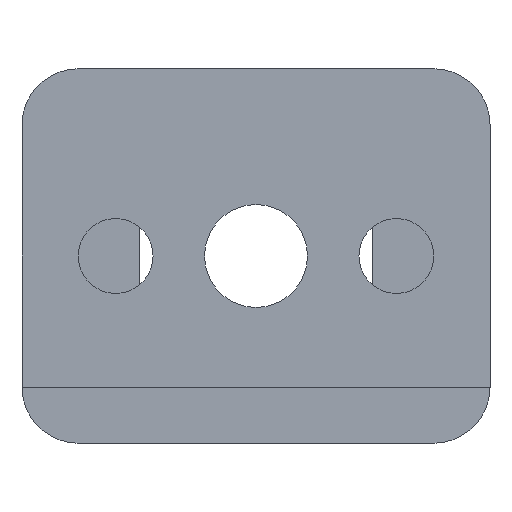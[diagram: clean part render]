
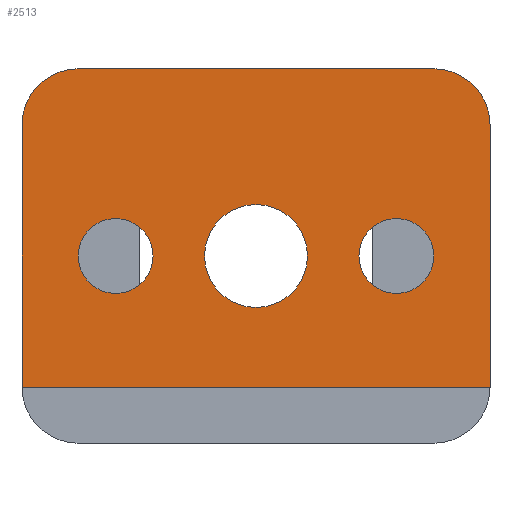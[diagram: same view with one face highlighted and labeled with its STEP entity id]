
A CAD part, left-side view. The second image highlights one B-rep face of the part: STEP entity #2513.
In plain terms, the highlighted planar face has unit normal (-1, 0, 0).
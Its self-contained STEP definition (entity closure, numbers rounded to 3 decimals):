
#18 = FACE_BOUND ( 'NONE', #1012, .T. ) ;
#43 = AXIS2_PLACEMENT_3D ( 'NONE', #1973, #1959, #2552 ) ;
#70 = DIRECTION ( 'NONE',  ( 0., 0., 1. ) ) ;
#79 = DIRECTION ( 'NONE',  ( -1., 0., 0. ) ) ;
#82 = CARTESIAN_POINT ( 'NONE',  ( 0., 7.5, -4.5 ) ) ;
#89 = CARTESIAN_POINT ( 'NONE',  ( 0., -12.5, -11.5 ) ) ;
#116 = CARTESIAN_POINT ( 'NONE',  ( 0., -12.5, -11.5 ) ) ;
#121 = DIRECTION ( 'NONE',  ( 0., 1., 0. ) ) ;
#124 = CARTESIAN_POINT ( 'NONE',  ( 0., 7.5, -2.5 ) ) ;
#174 = FACE_BOUND ( 'NONE', #1005, .T. ) ;
#176 = DIRECTION ( 'NONE',  ( 0., 0., 1. ) ) ;
#185 = DIRECTION ( 'NONE',  ( 0., 0., 1. ) ) ;
#187 = DIRECTION ( 'NONE',  ( -1., 0., 0. ) ) ;
#192 = CARTESIAN_POINT ( 'NONE',  ( 0., -7.5, -4.5 ) ) ;
#219 = CARTESIAN_POINT ( 'NONE',  ( 0., 0., -7.25 ) ) ;
#279 = CARTESIAN_POINT ( 'NONE',  ( 0., 12.5, 5.5 ) ) ;
#297 = DIRECTION ( 'NONE',  ( 0., 0., 1. ) ) ;
#299 = CARTESIAN_POINT ( 'NONE',  ( 0., -12.5, 5.5 ) ) ;
#357 = CARTESIAN_POINT ( 'NONE',  ( 0., -9.5, 2.5 ) ) ;
#369 = DIRECTION ( 'NONE',  ( 0., 1., 0. ) ) ;
#400 = FACE_BOUND ( 'NONE', #1029, .T. ) ;
#446 = ORIENTED_EDGE ( 'NONE', *, *, #1537, .F. ) ;
#462 = FACE_OUTER_BOUND ( 'NONE', #1084, .T. ) ;
#483 = ORIENTED_EDGE ( 'NONE', *, *, #1444, .F. ) ;
#501 = ORIENTED_EDGE ( 'NONE', *, *, #1573, .F. ) ;
#530 = ORIENTED_EDGE ( 'NONE', *, *, #1481, .F. ) ;
#554 = ORIENTED_EDGE ( 'NONE', *, *, #1673, .F. ) ;
#670 = CARTESIAN_POINT ( 'NONE',  ( 0., 12.5, -11.5 ) ) ;
#733 = AXIS2_PLACEMENT_3D ( 'NONE', #2146, #2183, #2150 ) ;
#734 = AXIS2_PLACEMENT_3D ( 'NONE', #2380, #2361, #176 ) ;
#742 = AXIS2_PLACEMENT_3D ( 'NONE', #2798, #2789, #2736 ) ;
#751 = CARTESIAN_POINT ( 'NONE',  ( 0., 0., -1.75 ) ) ;
#767 = AXIS2_PLACEMENT_3D ( 'NONE', #357, #1854, #1868 ) ;
#768 = AXIS2_PLACEMENT_3D ( 'NONE', #1960, #1974, #369 ) ;
#769 = ORIENTED_EDGE ( 'NONE', *, *, #1419, .F. ) ;
#775 = ORIENTED_EDGE ( 'NONE', *, *, #1511, .F. ) ;
#777 = AXIS2_PLACEMENT_3D ( 'NONE', #2809, #2647, #2025 ) ;
#778 = ORIENTED_EDGE ( 'NONE', *, *, #1495, .F. ) ;
#785 = ORIENTED_EDGE ( 'NONE', *, *, #1474, .F. ) ;
#790 = AXIS2_PLACEMENT_3D ( 'NONE', #82, #79, #70 ) ;
#791 = ORIENTED_EDGE ( 'NONE', *, *, #1442, .F. ) ;
#794 = ORIENTED_EDGE ( 'NONE', *, *, #1405, .F. ) ;
#796 = AXIS2_PLACEMENT_3D ( 'NONE', #192, #187, #185 ) ;
#797 = VERTEX_POINT ( 'NONE', #751 ) ;
#804 = ORIENTED_EDGE ( 'NONE', *, *, #1484, .F. ) ;
#808 = VERTEX_POINT ( 'NONE', #670 ) ;
#912 = VERTEX_POINT ( 'NONE', #2642 ) ;
#947 = VERTEX_POINT ( 'NONE', #2598 ) ;
#960 = VERTEX_POINT ( 'NONE', #2553 ) ;
#963 = VERTEX_POINT ( 'NONE', #2537 ) ;
#1005 = EDGE_LOOP ( 'NONE', ( #483, #446 ) ) ;
#1012 = EDGE_LOOP ( 'NONE', ( #769, #554 ) ) ;
#1029 = EDGE_LOOP ( 'NONE', ( #530, #501 ) ) ;
#1084 = EDGE_LOOP ( 'NONE', ( #804, #794, #791, #785, #778, #775 ) ) ;
#1105 = CARTESIAN_POINT ( 'NONE',  ( 0., 7.5, -6.5 ) ) ;
#1249 = VERTEX_POINT ( 'NONE', #1105 ) ;
#1405 = EDGE_CURVE ( 'NONE', #808, #912, #2519, .T. ) ;
#1419 = EDGE_CURVE ( 'NONE', #963, #947, #2542, .T. ) ;
#1420 = VERTEX_POINT ( 'NONE', #219 ) ;
#1440 = VERTEX_POINT ( 'NONE', #124 ) ;
#1442 = EDGE_CURVE ( 'NONE', #1455, #808, #2575, .T. ) ;
#1444 = EDGE_CURVE ( 'NONE', #1440, #1249, #2577, .T. ) ;
#1455 = VERTEX_POINT ( 'NONE', #89 ) ;
#1474 = EDGE_CURVE ( 'NONE', #1634, #1455, #2586, .T. ) ;
#1481 = EDGE_CURVE ( 'NONE', #797, #1420, #2597, .T. ) ;
#1484 = EDGE_CURVE ( 'NONE', #912, #1624, #2599, .T. ) ;
#1495 = EDGE_CURVE ( 'NONE', #960, #1634, #2601, .T. ) ;
#1511 = EDGE_CURVE ( 'NONE', #1624, #960, #2626, .T. ) ;
#1537 = EDGE_CURVE ( 'NONE', #1249, #1440, #2650, .T. ) ;
#1573 = EDGE_CURVE ( 'NONE', #1420, #797, #2679, .T. ) ;
#1624 = VERTEX_POINT ( 'NONE', #2397 ) ;
#1634 = VERTEX_POINT ( 'NONE', #2279 ) ;
#1673 = EDGE_CURVE ( 'NONE', #947, #963, #2688, .T. ) ;
#1854 = DIRECTION ( 'NONE',  ( 1., 0., 0. ) ) ;
#1868 = DIRECTION ( 'NONE',  ( 0., -1., 0. ) ) ;
#1959 = DIRECTION ( 'NONE',  ( 1., 0., 0. ) ) ;
#1960 = CARTESIAN_POINT ( 'NONE',  ( 0., 9.5, 2.5 ) ) ;
#1973 = CARTESIAN_POINT ( 'NONE',  ( 0., -12.5, 5.5 ) ) ;
#1974 = DIRECTION ( 'NONE',  ( 1., 0., 0. ) ) ;
#2025 = DIRECTION ( 'NONE',  ( 0., 0., 1. ) ) ;
#2146 = CARTESIAN_POINT ( 'NONE',  ( 0., -7.5, -4.5 ) ) ;
#2150 = DIRECTION ( 'NONE',  ( 0., 0., 1. ) ) ;
#2183 = DIRECTION ( 'NONE',  ( -1., 0., 0. ) ) ;
#2279 = CARTESIAN_POINT ( 'NONE',  ( 0., -12.5, 2.5 ) ) ;
#2361 = DIRECTION ( 'NONE',  ( -1., 0., 0. ) ) ;
#2380 = CARTESIAN_POINT ( 'NONE',  ( 0., 0., -4.5 ) ) ;
#2397 = CARTESIAN_POINT ( 'NONE',  ( 0., 9.5, 5.5 ) ) ;
#2513 = ADVANCED_FACE ( 'NONE', ( #462, #18, #400, #174 ), #2666, .F. ) ;
#2519 = LINE ( 'NONE', #279, #2540 ) ;
#2537 = CARTESIAN_POINT ( 'NONE',  ( 0., -7.5, -2.5 ) ) ;
#2540 = VECTOR ( 'NONE', #297, 1000. ) ;
#2542 = CIRCLE ( 'NONE', #796, 2. ) ;
#2552 = DIRECTION ( 'NONE',  ( 0., 0., -1. ) ) ;
#2553 = CARTESIAN_POINT ( 'NONE',  ( 0., -9.5, 5.5 ) ) ;
#2574 = VECTOR ( 'NONE', #2784, 1000. ) ;
#2575 = LINE ( 'NONE', #116, #2576 ) ;
#2576 = VECTOR ( 'NONE', #121, 1000. ) ;
#2577 = CIRCLE ( 'NONE', #790, 2. ) ;
#2586 = LINE ( 'NONE', #299, #2574 ) ;
#2597 = CIRCLE ( 'NONE', #777, 2.75 ) ;
#2598 = CARTESIAN_POINT ( 'NONE',  ( 0., -7.5, -6.5 ) ) ;
#2599 = CIRCLE ( 'NONE', #768, 3. ) ;
#2601 = CIRCLE ( 'NONE', #767, 3. ) ;
#2626 = LINE ( 'NONE', #2754, #2629 ) ;
#2629 = VECTOR ( 'NONE', #2713, 1000. ) ;
#2642 = CARTESIAN_POINT ( 'NONE',  ( 0., 12.5, 2.5 ) ) ;
#2647 = DIRECTION ( 'NONE',  ( -1., 0., 0. ) ) ;
#2650 = CIRCLE ( 'NONE', #742, 2. ) ;
#2666 = PLANE ( 'NONE',  #43 ) ;
#2679 = CIRCLE ( 'NONE', #734, 2.75 ) ;
#2688 = CIRCLE ( 'NONE', #733, 2. ) ;
#2713 = DIRECTION ( 'NONE',  ( 0., -1., 0. ) ) ;
#2736 = DIRECTION ( 'NONE',  ( 0., 0., 1. ) ) ;
#2754 = CARTESIAN_POINT ( 'NONE',  ( 0., 0., 5.5 ) ) ;
#2784 = DIRECTION ( 'NONE',  ( 0., 0., -1. ) ) ;
#2789 = DIRECTION ( 'NONE',  ( -1., 0., 0. ) ) ;
#2798 = CARTESIAN_POINT ( 'NONE',  ( 0., 7.5, -4.5 ) ) ;
#2809 = CARTESIAN_POINT ( 'NONE',  ( 0., 0., -4.5 ) ) ;
